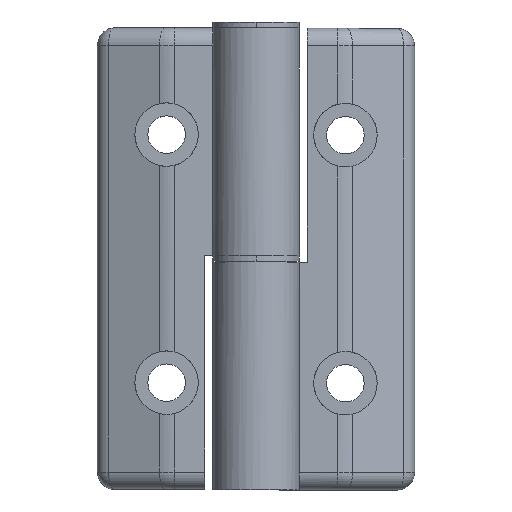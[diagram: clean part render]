
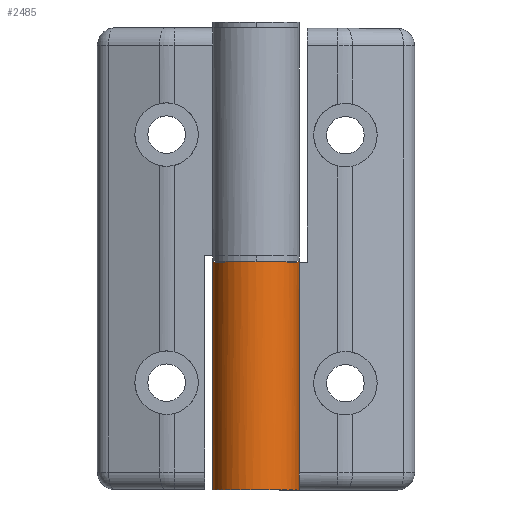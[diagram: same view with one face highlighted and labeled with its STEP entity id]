
A CAD part, top view. The second image highlights one B-rep face of the part: STEP entity #2485.
In plain terms, the highlighted cylindrical face has radius 7.5 mm (diameter 15 mm), a partial arc.
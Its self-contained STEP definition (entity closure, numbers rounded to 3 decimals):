
#39 = DIRECTION ( 'NONE',  ( 0., -1., 0. ) ) ;
#49 = DIRECTION ( 'NONE',  ( 0., 1., 0. ) ) ;
#78 = CARTESIAN_POINT ( 'NONE',  ( 6.954, 0., -2.815 ) ) ;
#93 = CARTESIAN_POINT ( 'NONE',  ( 7.479, 1.126, -0.624 ) ) ;
#110 = CARTESIAN_POINT ( 'NONE',  ( 7.5, 2.6, -0.02 ) ) ;
#111 = EDGE_CURVE ( 'NONE', #2453, #2445, #3101, .T. ) ;
#141 = CARTESIAN_POINT ( 'NONE',  ( 7.5, 3., 0. ) ) ;
#175 = AXIS2_PLACEMENT_3D ( 'NONE', #217, #1495, #2259 ) ;
#217 = CARTESIAN_POINT ( 'NONE',  ( 0., 39.5, 0. ) ) ;
#252 = CARTESIAN_POINT ( 'NONE',  ( 7.5, 80., 0. ) ) ;
#310 = AXIS2_PLACEMENT_3D ( 'NONE', #1312, #49, #1071 ) ;
#332 = EDGE_CURVE ( 'NONE', #2811, #2453, #1229, .T. ) ;
#468 = AXIS2_PLACEMENT_3D ( 'NONE', #2465, #1729, #475 ) ;
#475 = DIRECTION ( 'NONE',  ( 0., 0., -1. ) ) ;
#497 = EDGE_CURVE ( 'NONE', #1452, #2811, #686, .T. ) ;
#598 = CARTESIAN_POINT ( 'NONE',  ( 7.428, 0.712, -1.05 ) ) ;
#686 = LINE ( 'NONE', #1692, #1284 ) ;
#823 = ORIENTED_EDGE ( 'NONE', *, *, #111, .T. ) ;
#929 = CARTESIAN_POINT ( 'NONE',  ( 7.5, 3., 0. ) ) ;
#1016 = CARTESIAN_POINT ( 'NONE',  ( 7.5, 39.5, 0. ) ) ;
#1017 = EDGE_CURVE ( 'NONE', #1032, #2445, #2459, .T. ) ;
#1032 = VERTEX_POINT ( 'NONE', #1016 ) ;
#1071 = DIRECTION ( 'NONE',  ( 0., 0., -1. ) ) ;
#1154 = CARTESIAN_POINT ( 'NONE',  ( 7.5, 2.798, 0. ) ) ;
#1159 = CARTESIAN_POINT ( 'NONE',  ( 0., 0., -7.5 ) ) ;
#1229 = CIRCLE ( 'NONE', #310, 7.5 ) ;
#1284 = VECTOR ( 'NONE', #2187, 1000. ) ;
#1288 = VECTOR ( 'NONE', #39, 1000. ) ;
#1312 = CARTESIAN_POINT ( 'NONE',  ( 0., 0., 0. ) ) ;
#1334 = ORIENTED_EDGE ( 'NONE', *, *, #2992, .T. ) ;
#1342 = CARTESIAN_POINT ( 'NONE',  ( 0., 39.5, -7.5 ) ) ;
#1354 = CARTESIAN_POINT ( 'NONE',  ( 7.026, 0.017, -2.63 ) ) ;
#1452 = VERTEX_POINT ( 'NONE', #1342 ) ;
#1454 = CYLINDRICAL_SURFACE ( 'NONE', #468, 7.5 ) ;
#1458 = ORIENTED_EDGE ( 'NONE', *, *, #332, .T. ) ;
#1495 = DIRECTION ( 'NONE',  ( 0., -1., 0. ) ) ;
#1557 = ORIENTED_EDGE ( 'NONE', *, *, #497, .T. ) ;
#1655 = CARTESIAN_POINT ( 'NONE',  ( 7.21, 0.14, -2.073 ) ) ;
#1692 = CARTESIAN_POINT ( 'NONE',  ( 0., 80., -7.5 ) ) ;
#1729 = DIRECTION ( 'NONE',  ( 0., -1., 0. ) ) ;
#1871 = CARTESIAN_POINT ( 'NONE',  ( 6.874, 0., -3. ) ) ;
#2133 = CARTESIAN_POINT ( 'NONE',  ( 7.499, 2.208, -0.1 ) ) ;
#2187 = DIRECTION ( 'NONE',  ( 0., -1., 0. ) ) ;
#2259 = DIRECTION ( 'NONE',  ( 0., 0., -1. ) ) ;
#2363 = CIRCLE ( 'NONE', #175, 7.5 ) ;
#2366 = CARTESIAN_POINT ( 'NONE',  ( 7.342, 0.372, -1.539 ) ) ;
#2402 = CARTESIAN_POINT ( 'NONE',  ( 7.154, 0.087, -2.26 ) ) ;
#2417 = CARTESIAN_POINT ( 'NONE',  ( 7.499, 2.014, -0.16 ) ) ;
#2445 = VERTEX_POINT ( 'NONE', #929 ) ;
#2447 = FACE_OUTER_BOUND ( 'NONE', #3091, .T. ) ;
#2453 = VERTEX_POINT ( 'NONE', #2999 ) ;
#2459 = LINE ( 'NONE', #252, #1288 ) ;
#2465 = CARTESIAN_POINT ( 'NONE',  ( 0., 80., 0. ) ) ;
#2485 = ADVANCED_FACE ( 'NONE', ( #2447 ), #1454, .T. ) ;
#2716 = ORIENTED_EDGE ( 'NONE', *, *, #1017, .F. ) ;
#2811 = VERTEX_POINT ( 'NONE', #1159 ) ;
#2886 = CARTESIAN_POINT ( 'NONE',  ( 7.404, 0.586, -1.208 ) ) ;
#2900 = CARTESIAN_POINT ( 'NONE',  ( 7.304, 0.284, -1.712 ) ) ;
#2992 = EDGE_CURVE ( 'NONE', #1032, #1452, #2363, .T. ) ;
#2999 = CARTESIAN_POINT ( 'NONE',  ( 6.874, 0., -3. ) ) ;
#3091 = EDGE_LOOP ( 'NONE', ( #1334, #1557, #1458, #823, #2716 ) ) ;
#3101 = B_SPLINE_CURVE_WITH_KNOTS ( 'NONE', 3,
 ( #1871, #78, #1354, #2402, #1655, #2900, #2366, #2886, #598, #93, #3166, #2417, #2133, #110, #1154, #141 ),
 .UNSPECIFIED., .F., .F.,
 ( 4, 2, 2, 2, 2, 2, 2, 4 ),
 ( 0., 0.001, 0.001, 0.002, 0.002, 0.004, 0.004, 0.005 ),
 .UNSPECIFIED. ) ;
#3166 = CARTESIAN_POINT ( 'NONE',  ( 7.491, 1.464, -0.392 ) ) ;
